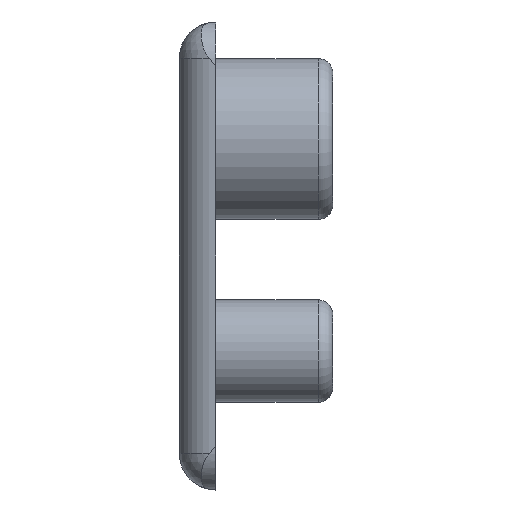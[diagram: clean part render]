
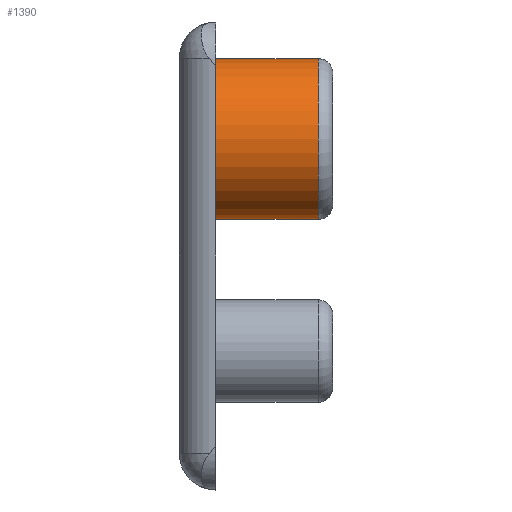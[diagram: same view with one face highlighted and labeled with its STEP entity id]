
A CAD part, left-side view. The second image highlights one B-rep face of the part: STEP entity #1390.
In plain terms, the highlighted cylindrical face has radius 5.5 mm (diameter 11 mm), a full revolution.
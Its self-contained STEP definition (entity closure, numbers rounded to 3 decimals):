
#30=CYLINDRICAL_SURFACE('',#1518,5.5);
#126=LINE('',#2374,#233);
#233=VECTOR('',#1785,5.5);
#329=FACE_OUTER_BOUND('',#430,.T.);
#430=EDGE_LOOP('',(#1033,#1034,#1035,#1036,#1037));
#512=CIRCLE('',#1470,5.5);
#537=CIRCLE('',#1514,5.5);
#540=CIRCLE('',#1517,5.5);
#600=VERTEX_POINT('',#2121);
#653=VERTEX_POINT('',#2366);
#654=VERTEX_POINT('',#2367);
#728=EDGE_CURVE('',#600,#600,#512,.T.);
#793=EDGE_CURVE('',#653,#654,#537,.T.);
#796=EDGE_CURVE('',#654,#653,#540,.T.);
#797=EDGE_CURVE('',#600,#653,#126,.T.);
#1033=ORIENTED_EDGE('',*,*,#728,.F.);
#1034=ORIENTED_EDGE('',*,*,#797,.T.);
#1035=ORIENTED_EDGE('',*,*,#796,.F.);
#1036=ORIENTED_EDGE('',*,*,#793,.F.);
#1037=ORIENTED_EDGE('',*,*,#797,.F.);
#1390=ADVANCED_FACE('',(#329),#30,.T.);
#1470=AXIS2_PLACEMENT_3D('',#2122,#1659,#1660);
#1514=AXIS2_PLACEMENT_3D('',#2368,#1775,#1776);
#1517=AXIS2_PLACEMENT_3D('',#2372,#1781,#1782);
#1518=AXIS2_PLACEMENT_3D('',#2373,#1783,#1784);
#1659=DIRECTION('center_axis',(0.,1.,0.));
#1660=DIRECTION('ref_axis',(1.,0.,0.));
#1775=DIRECTION('center_axis',(0.,-1.,0.));
#1776=DIRECTION('ref_axis',(1.,0.,0.));
#1781=DIRECTION('center_axis',(0.,-1.,0.));
#1782=DIRECTION('ref_axis',(1.,0.,0.));
#1783=DIRECTION('center_axis',(0.,1.,0.));
#1784=DIRECTION('ref_axis',(1.,0.,0.));
#1785=DIRECTION('',(0.,-1.,0.));
#2121=CARTESIAN_POINT('',(-0.5,0.,24.));
#2122=CARTESIAN_POINT('Origin',(5.,0.,24.));
#2366=CARTESIAN_POINT('',(-0.5,-7.,24.));
#2367=CARTESIAN_POINT('',(5.,-7.,18.5));
#2368=CARTESIAN_POINT('Origin',(5.,-7.,24.));
#2372=CARTESIAN_POINT('Origin',(5.,-7.,24.));
#2373=CARTESIAN_POINT('Origin',(5.,-8.,24.));
#2374=CARTESIAN_POINT('',(-0.5,-8.,24.));
